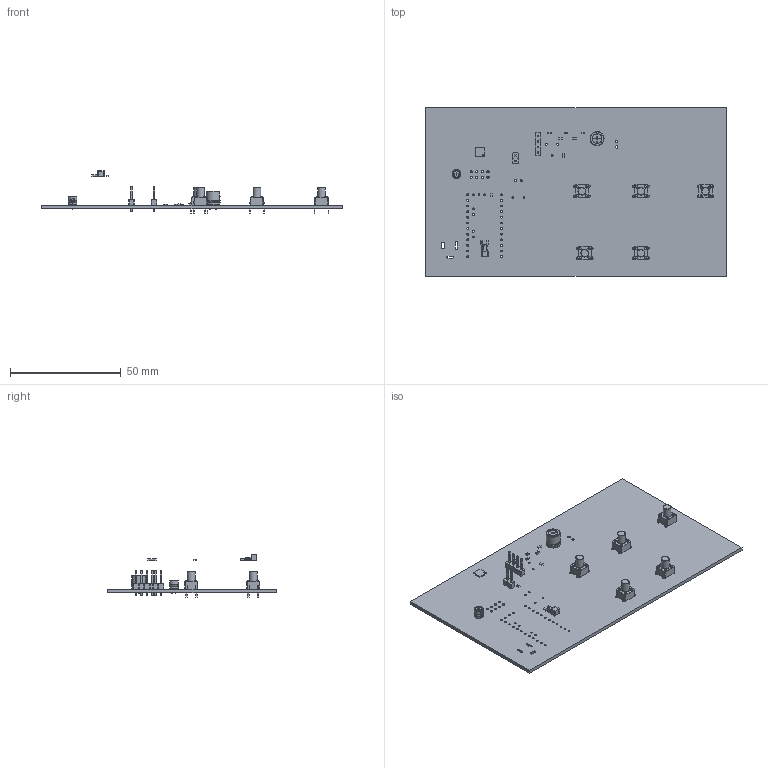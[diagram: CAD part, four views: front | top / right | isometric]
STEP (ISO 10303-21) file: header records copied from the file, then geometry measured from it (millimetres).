
FILE_DESCRIPTION(('FreeCAD Model'),'2;1');
FILE_NAME('StopWatchSender.step','2018-04-26T15:49:55',('kicad StepUp'),('ksu MCAD'), 'Open CASCADE STEP processor 7.1','FreeCAD','Unknown');
FILE_SCHEMA(('AUTOMOTIVE_DESIGN { 1 0 10303 214 1 1 1 1 }'));
Length unit declared in the file: millimetre
Products named in the file (26): StopWatchSender; Board_Geoms; Pcb; Step_Models; Top; CP_Radial_D40mm_P150mm_; R_0603_; R_0603_001; C_0603_; SOT_23_5_; C_1210_; SW_PUSH_6mm_h8mm_; SW_PUSH_6mm_h8mm_001; SW_PUSH_6mm_h8mm_002; SW_PUSH_6mm_h8mm_003; SW_PUSH_6mm_h8mm_004; QFN-20-1EP_4x4mm_Pitch0.5mm_; CP_Radial_D63mm_P250mm_; Pin_Header_Straight_1x04_Pitch254mm_; Pin_Header_Straight_1x02_Pitch254mm_; C_0603_001; C_0603_002; C_0603_003; R_0603_002; R_0603_003; R_0603_004
Assembly tree (25 placements, depth 4):
  StopWatchSender
    Board_Geoms
      Pcb
    Step_Models
      Top
        CP_Radial_D40mm_P150mm_
        R_0603_
        R_0603_001
        C_0603_
        SOT_23_5_
        C_1210_
        SW_PUSH_6mm_h8mm_
        SW_PUSH_6mm_h8mm_001
        SW_PUSH_6mm_h8mm_002
        SW_PUSH_6mm_h8mm_003
        SW_PUSH_6mm_h8mm_004
        QFN-20-1EP_4x4mm_Pitch0.5mm_
        CP_Radial_D63mm_P250mm_
        Pin_Header_Straight_1x04_Pitch254mm_
        Pin_Header_Straight_1x02_Pitch254mm_
        C_0603_001
        C_0603_002
        C_0603_003
        R_0603_002
        R_0603_003
        R_0603_004
Bounding box: 135.89 x 76.2 x 19.02 mm (x, y, z)
Volume: 20274.2 mm3; surface area: 27179.2 mm2
Topology: 67 solids, 69 shells, 1612 faces, 4136 edges, 2716 vertices
Faces by surface type: plane 1009, cylinder 543, bspline 41, revolution 10, torus 9
Full cylindrical faces by diameter (mm): 0.3 x2, 0.5 x3, 0.6 x2, 0.7 x2, 0.8 x33, 0.9 x5, 1 x26, 1.016 x8, 1.097 x2, 1.1 x20, 3.5 x5
Entity records: 61236 total; most frequent: CARTESIAN_POINT 9932, DIRECTION 8388, ORIENTED_EDGE 8272, EDGE_CURVE 4136, LINE 2926, VECTOR 2926, AXIS2_PLACEMENT_3D 2726, VERTEX_POINT 2716
